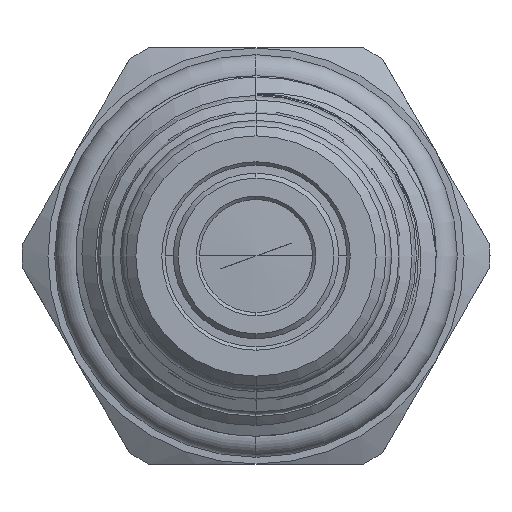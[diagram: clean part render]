
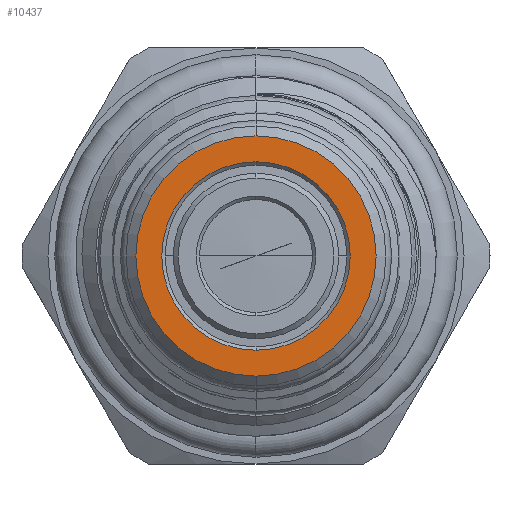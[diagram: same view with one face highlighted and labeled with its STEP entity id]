
A CAD part, front view. The second image highlights one B-rep face of the part: STEP entity #10437.
In plain terms, the highlighted planar face has unit normal (0, -1, 0).
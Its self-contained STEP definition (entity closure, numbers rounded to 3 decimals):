
#466 = EDGE_CURVE ( 'NONE', #9775, #13347, #8046, .T. ) ;
#590 = AXIS2_PLACEMENT_3D ( 'NONE', #9089, #1282, #5833 ) ;
#607 = EDGE_CURVE ( 'NONE', #5424, #9508, #14047, .T. ) ;
#755 = FACE_BOUND ( 'NONE', #5476, .T. ) ;
#1166 = CARTESIAN_POINT ( 'NONE',  ( 0., -71.193, 0. ) ) ;
#1282 = DIRECTION ( 'NONE',  ( 0., 1., 0. ) ) ;
#1284 = ORIENTED_EDGE ( 'NONE', *, *, #607, .T. ) ;
#1486 = AXIS2_PLACEMENT_3D ( 'NONE', #8019, #10324, #6956 ) ;
#2141 = AXIS2_PLACEMENT_3D ( 'NONE', #11806, #3049, #6329 ) ;
#2224 = DIRECTION ( 'NONE',  ( 0., 0., 1. ) ) ;
#2318 = PLANE ( 'NONE',  #9517 ) ;
#3049 = DIRECTION ( 'NONE',  ( 0., 1., 0. ) ) ;
#3224 = CIRCLE ( 'NONE', #1486, 7.335 ) ;
#3944 = ORIENTED_EDGE ( 'NONE', *, *, #5071, .T. ) ;
#4247 = EDGE_LOOP ( 'NONE', ( #9633, #12042 ) ) ;
#4437 = DIRECTION ( 'NONE',  ( 0., 1., 0. ) ) ;
#4572 = DIRECTION ( 'NONE',  ( 0., 1., 0. ) ) ;
#5071 = EDGE_CURVE ( 'NONE', #9508, #5424, #10021, .T. ) ;
#5191 = CARTESIAN_POINT ( 'NONE',  ( 0., -71.193, -5.75 ) ) ;
#5424 = VERTEX_POINT ( 'NONE', #11420 ) ;
#5476 = EDGE_LOOP ( 'NONE', ( #3944, #1284 ) ) ;
#5833 = DIRECTION ( 'NONE',  ( 0., 0., 1. ) ) ;
#6329 = DIRECTION ( 'NONE',  ( 0., 0., 1. ) ) ;
#6615 = AXIS2_PLACEMENT_3D ( 'NONE', #1166, #4437, #2224 ) ;
#6843 = CARTESIAN_POINT ( 'NONE',  ( 0., -71.193, 0. ) ) ;
#6956 = DIRECTION ( 'NONE',  ( 0., 0., 1. ) ) ;
#7267 = FACE_OUTER_BOUND ( 'NONE', #4247, .T. ) ;
#8019 = CARTESIAN_POINT ( 'NONE',  ( 0., -71.193, 0. ) ) ;
#8046 = CIRCLE ( 'NONE', #590, 7.335 ) ;
#8451 = EDGE_CURVE ( 'NONE', #13347, #9775, #3224, .T. ) ;
#9006 = CARTESIAN_POINT ( 'NONE',  ( 0., -71.193, -7.335 ) ) ;
#9089 = CARTESIAN_POINT ( 'NONE',  ( 0., -71.193, 0. ) ) ;
#9508 = VERTEX_POINT ( 'NONE', #5191 ) ;
#9517 = AXIS2_PLACEMENT_3D ( 'NONE', #6843, #4572, #9972 ) ;
#9633 = ORIENTED_EDGE ( 'NONE', *, *, #8451, .F. ) ;
#9775 = VERTEX_POINT ( 'NONE', #9006 ) ;
#9972 = DIRECTION ( 'NONE',  ( 0., 0., 1. ) ) ;
#10021 = CIRCLE ( 'NONE', #2141, 5.75 ) ;
#10324 = DIRECTION ( 'NONE',  ( 0., 1., 0. ) ) ;
#10437 = ADVANCED_FACE ( 'NONE', ( #7267, #755 ), #2318, .F. ) ;
#11420 = CARTESIAN_POINT ( 'NONE',  ( 0., -71.193, 5.75 ) ) ;
#11806 = CARTESIAN_POINT ( 'NONE',  ( 0., -71.193, 0. ) ) ;
#11972 = CARTESIAN_POINT ( 'NONE',  ( 0., -71.193, 7.335 ) ) ;
#12042 = ORIENTED_EDGE ( 'NONE', *, *, #466, .F. ) ;
#13347 = VERTEX_POINT ( 'NONE', #11972 ) ;
#14047 = CIRCLE ( 'NONE', #6615, 5.75 ) ;
